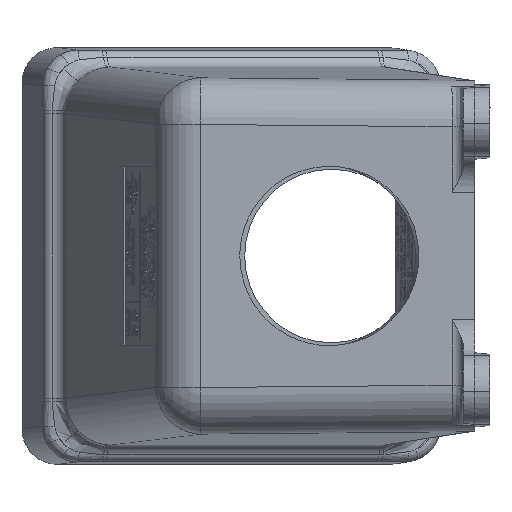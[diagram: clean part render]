
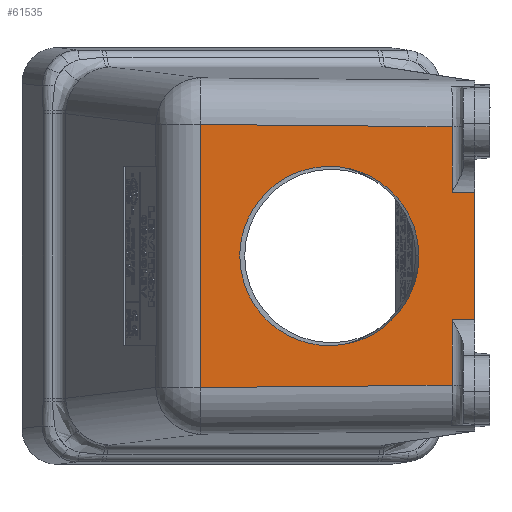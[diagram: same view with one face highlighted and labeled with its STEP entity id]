
A CAD part, left-side view. The second image highlights one B-rep face of the part: STEP entity #61535.
In plain terms, the highlighted planar face has unit normal (-1, 0, 0).
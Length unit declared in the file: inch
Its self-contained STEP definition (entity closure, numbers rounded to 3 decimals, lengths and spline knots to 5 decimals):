
#129 = ORIENTED_EDGE ( 'NONE', *, *, #63883, .F. ) ;
#143 = CARTESIAN_POINT ( 'NONE',  ( 1.15317, 4.03989, 7.5298 ) ) ;
#578 = CARTESIAN_POINT ( 'NONE',  ( 1.15317, 3.54351, 8.40358 ) ) ;
#988 = ORIENTED_EDGE ( 'NONE', *, *, #81271, .T. ) ;
#1308 = CARTESIAN_POINT ( 'NONE',  ( 1.15317, 3.66973, 8.9072 ) ) ;
#1736 = CARTESIAN_POINT ( 'NONE',  ( 1.15317, 4.41261, 9.40358 ) ) ;
#1880 = CARTESIAN_POINT ( 'NONE',  ( 1.15317, 3.17351, 9.11632 ) ) ;
#3663 = VERTEX_POINT ( 'NONE', #1880 ) ;
#5244 = VECTOR ( 'NONE', #61347, 39.37008 ) ;
#6391 = CARTESIAN_POINT ( 'NONE',  ( 1.15317, 5.54351, 8.40358 ) ) ;
#6536 = EDGE_CURVE ( 'NONE', #70503, #84495, #70385, .T. ) ;
#6669 = CARTESIAN_POINT ( 'NONE',  ( 1.15317, 3.92897, 9.20325 ) ) ;
#6796 = CARTESIAN_POINT ( 'NONE',  ( 1.15317, 5.98374, 6.93537 ) ) ;
#6822 = CARTESIAN_POINT ( 'NONE',  ( 1.15317, 4.80526, 7.42961 ) ) ;
#7094 = CARTESIAN_POINT ( 'NONE',  ( 1.15317, 5.51749, 8.66533 ) ) ;
#9494 = DIRECTION ( 'NONE',  ( 0., -1., 0.014 ) ) ;
#9544 = VECTOR ( 'NONE', #9494, 39.37008 ) ;
#9881 = DIRECTION ( 'NONE',  ( 0., 0., 1. ) ) ;
#10548 = CARTESIAN_POINT ( 'NONE',  ( 1.15317, 2.91851, 9.11286 ) ) ;
#11394 = VERTEX_POINT ( 'NONE', #49622 ) ;
#11422 = AXIS2_PLACEMENT_3D ( 'NONE', #32335, #59070, #44826 ) ;
#13356 = CARTESIAN_POINT ( 'NONE',  ( 1.15317, 3.74385, 9.01813 ) ) ;
#13945 = CARTESIAN_POINT ( 'NONE',  ( 1.15317, 5.54351, 8.27268 ) ) ;
#16330 = VECTOR ( 'NONE', #21286, 39.37008 ) ;
#16639 = CARTESIAN_POINT ( 'NONE',  ( 1.15317, 6.33611, 6.93218 ) ) ;
#16832 = DIRECTION ( 'NONE',  ( 0., 0., 1. ) ) ;
#17020 = LINE ( 'NONE', #37420, #37266 ) ;
#17763 = PLANE ( 'NONE',  #11422 ) ;
#19749 = CARTESIAN_POINT ( 'NONE',  ( 1.15317, 3.74385, 7.78904 ) ) ;
#19969 = LINE ( 'NONE', #33701, #16330 ) ;
#20462 = CARTESIAN_POINT ( 'NONE',  ( 1.15317, 4.28177, 9.37755 ) ) ;
#21286 = DIRECTION ( 'NONE',  ( 0., 1., 0.014 ) ) ;
#25812 = B_SPLINE_CURVE_WITH_KNOTS ( 'NONE', 3,
 ( #6391, #13945, #67744, #54843, #66876, #39769, #27251, #6822, #53530, #33918, #61093, #143, #54394, #19749, #46835, #41049, #68183, #578 ),
 .UNSPECIFIED., .F., .F.,
 ( 4, 2, 2, 2, 2, 2, 2, 2, 4 ),
 ( 0., 0.00993, 0.01986, 0.02978, 0.03971, 0.04964, 0.05957, 0.0695, 0.07943 ),
 .UNSPECIFIED. ) ;
#26329 = ORIENTED_EDGE ( 'NONE', *, *, #72702, .T. ) ;
#26651 = ORIENTED_EDGE ( 'NONE', *, *, #34229, .F. ) ;
#26666 = EDGE_CURVE ( 'NONE', #3663, #53246, #43888, .T. ) ;
#27096 = CARTESIAN_POINT ( 'NONE',  ( 1.15317, 5.54351, 8.40358 ) ) ;
#27251 = CARTESIAN_POINT ( 'NONE',  ( 1.15317, 5.04713, 7.5298 ) ) ;
#27969 = CARTESIAN_POINT ( 'NONE',  ( 1.15317, 5.15806, 9.20325 ) ) ;
#28467 = VERTEX_POINT ( 'NONE', #63314 ) ;
#32335 = CARTESIAN_POINT ( 'NONE',  ( 1.15317, 6.36851, 10.51765 ) ) ;
#33701 = CARTESIAN_POINT ( 'NONE',  ( 1.15317, 6.38692, 9.15987 ) ) ;
#33765 = CARTESIAN_POINT ( 'NONE',  ( 1.15317, 3.54351, 8.53448 ) ) ;
#33825 = EDGE_LOOP ( 'NONE', ( #988, #38020, #70786, #53096, #66057, #26329, #80448, #41260 ) ) ;
#33918 = CARTESIAN_POINT ( 'NONE',  ( 1.15317, 4.41261, 7.40358 ) ) ;
#34229 = EDGE_CURVE ( 'NONE', #28467, #11394, #86940, .T. ) ;
#35680 = LINE ( 'NONE', #16639, #37468 ) ;
#37047 = CARTESIAN_POINT ( 'NONE',  ( 1.15317, 2.92384, 7.69423 ) ) ;
#37266 = VECTOR ( 'NONE', #9881, 39.37008 ) ;
#37420 = CARTESIAN_POINT ( 'NONE',  ( 1.15317, 3.17351, 10.51765 ) ) ;
#37468 = VECTOR ( 'NONE', #64138, 39.37008 ) ;
#38020 = ORIENTED_EDGE ( 'NONE', *, *, #6536, .T. ) ;
#38120 = CARTESIAN_POINT ( 'NONE',  ( 1.15317, 3.17351, 9.8464 ) ) ;
#39692 = EDGE_CURVE ( 'NONE', #52090, #3663, #19969, .T. ) ;
#39769 = CARTESIAN_POINT ( 'NONE',  ( 1.15317, 5.15806, 7.60392 ) ) ;
#40897 = CARTESIAN_POINT ( 'NONE',  ( 1.15317, 4.67441, 9.40358 ) ) ;
#41049 = CARTESIAN_POINT ( 'NONE',  ( 1.15317, 3.56954, 8.14183 ) ) ;
#41260 = ORIENTED_EDGE ( 'NONE', *, *, #67488, .T. ) ;
#41605 = VERTEX_POINT ( 'NONE', #78734 ) ;
#41630 = VECTOR ( 'NONE', #80973, 39.37008 ) ;
#42208 = CARTESIAN_POINT ( 'NONE',  ( 1.15317, 5.34318, 9.01813 ) ) ;
#42283 = VECTOR ( 'NONE', #16832, 39.37008 ) ;
#43888 = LINE ( 'NONE', #84234, #42283 ) ;
#44826 = DIRECTION ( 'NONE',  ( 0., 1., 0. ) ) ;
#46835 = CARTESIAN_POINT ( 'NONE',  ( 1.15317, 3.66973, 7.89996 ) ) ;
#47538 = CARTESIAN_POINT ( 'NONE',  ( 1.15317, 5.54351, 8.53448 ) ) ;
#47935 = DIRECTION ( 'NONE',  ( 0., 1., 0.009 ) ) ;
#49622 = CARTESIAN_POINT ( 'NONE',  ( 1.15317, 5.54351, 8.40358 ) ) ;
#52090 = VERTEX_POINT ( 'NONE', #10548 ) ;
#52381 = FACE_OUTER_BOUND ( 'NONE', #33825, .T. ) ;
#53096 = ORIENTED_EDGE ( 'NONE', *, *, #39692, .T. ) ;
#53246 = VERTEX_POINT ( 'NONE', #38120 ) ;
#53530 = CARTESIAN_POINT ( 'NONE',  ( 1.15317, 4.67441, 7.40358 ) ) ;
#54394 = CARTESIAN_POINT ( 'NONE',  ( 1.15317, 3.92897, 7.60392 ) ) ;
#54843 = CARTESIAN_POINT ( 'NONE',  ( 1.15317, 5.4173, 7.89996 ) ) ;
#54940 = CARTESIAN_POINT ( 'NONE',  ( 1.15317, 5.98374, 9.8718 ) ) ;
#55514 = CARTESIAN_POINT ( 'NONE',  ( 1.15317, 6.37306, 9.87532 ) ) ;
#57253 = LINE ( 'NONE', #84227, #41630 ) ;
#58194 = FACE_BOUND ( 'NONE', #65041, .T. ) ;
#59070 = DIRECTION ( 'NONE',  ( 1., 0., 0. ) ) ;
#60941 = CARTESIAN_POINT ( 'NONE',  ( 1.15317, 4.03989, 9.27737 ) ) ;
#61093 = CARTESIAN_POINT ( 'NONE',  ( 1.15317, 4.28177, 7.42961 ) ) ;
#61347 = DIRECTION ( 'NONE',  ( 0., 0., -1. ) ) ;
#61535 = ADVANCED_FACE ( 'NONE', ( #52381, #58194 ), #17763, .F. ) ;
#61794 = CARTESIAN_POINT ( 'NONE',  ( 1.15317, 3.56954, 8.66533 ) ) ;
#63314 = CARTESIAN_POINT ( 'NONE',  ( 1.15317, 3.54351, 8.40358 ) ) ;
#63883 = EDGE_CURVE ( 'NONE', #11394, #28467, #25812, .T. ) ;
#64138 = DIRECTION ( 'NONE',  ( 0., -1., 0.009 ) ) ;
#65041 = EDGE_LOOP ( 'NONE', ( #26651, #129 ) ) ;
#66057 = ORIENTED_EDGE ( 'NONE', *, *, #26666, .T. ) ;
#66876 = CARTESIAN_POINT ( 'NONE',  ( 1.15317, 5.34318, 7.78904 ) ) ;
#67488 = EDGE_CURVE ( 'NONE', #81771, #41605, #35680, .T. ) ;
#67744 = CARTESIAN_POINT ( 'NONE',  ( 1.15317, 5.51749, 8.14183 ) ) ;
#68183 = CARTESIAN_POINT ( 'NONE',  ( 1.15317, 3.54351, 8.27268 ) ) ;
#68859 = CARTESIAN_POINT ( 'NONE',  ( 1.15317, 5.98374, 10.51765 ) ) ;
#69328 = CARTESIAN_POINT ( 'NONE',  ( 1.15317, 5.4173, 8.9072 ) ) ;
#69767 = VERTEX_POINT ( 'NONE', #54940 ) ;
#70385 = LINE ( 'NONE', #37047, #9544 ) ;
#70503 = VERTEX_POINT ( 'NONE', #77328 ) ;
#70786 = ORIENTED_EDGE ( 'NONE', *, *, #82415, .F. ) ;
#72702 = EDGE_CURVE ( 'NONE', #53246, #69767, #87420, .T. ) ;
#75098 = CARTESIAN_POINT ( 'NONE',  ( 1.15317, 4.80526, 9.37755 ) ) ;
#75505 = LINE ( 'NONE', #68859, #5244 ) ;
#75954 = CARTESIAN_POINT ( 'NONE',  ( 1.15317, 3.54351, 8.40358 ) ) ;
#77328 = CARTESIAN_POINT ( 'NONE',  ( 1.15317, 3.17351, 7.69085 ) ) ;
#78734 = CARTESIAN_POINT ( 'NONE',  ( 1.15317, 3.17351, 6.96077 ) ) ;
#79812 = CARTESIAN_POINT ( 'NONE',  ( 1.15317, 2.91851, 7.6943 ) ) ;
#80448 = ORIENTED_EDGE ( 'NONE', *, *, #86796, .T. ) ;
#80973 = DIRECTION ( 'NONE',  ( 0., 0., -1. ) ) ;
#81271 = EDGE_CURVE ( 'NONE', #41605, #70503, #17020, .T. ) ;
#81771 = VERTEX_POINT ( 'NONE', #6796 ) ;
#82126 = CARTESIAN_POINT ( 'NONE',  ( 1.15317, 5.04713, 9.27737 ) ) ;
#82415 = EDGE_CURVE ( 'NONE', #52090, #84495, #57253, .T. ) ;
#83271 = VECTOR ( 'NONE', #47935, 39.37008 ) ;
#84227 = CARTESIAN_POINT ( 'NONE',  ( 1.15317, 2.91851, 10.51765 ) ) ;
#84234 = CARTESIAN_POINT ( 'NONE',  ( 1.15317, 3.17351, 10.51765 ) ) ;
#84495 = VERTEX_POINT ( 'NONE', #79812 ) ;
#86796 = EDGE_CURVE ( 'NONE', #69767, #81771, #75505, .T. ) ;
#86940 = B_SPLINE_CURVE_WITH_KNOTS ( 'NONE', 3,
 ( #75954, #33765, #61794, #1308, #13356, #6669, #60941, #20462, #1736, #40897, #75098, #82126, #27969, #42208, #69328, #7094, #47538, #27096 ),
 .UNSPECIFIED., .F., .F.,
 ( 4, 2, 2, 2, 2, 2, 2, 2, 4 ),
 ( 0.07943, 0.08935, 0.09928, 0.10921, 0.11913, 0.12906, 0.13899, 0.14891, 0.15884 ),
 .UNSPECIFIED. ) ;
#87420 = LINE ( 'NONE', #55514, #83271 ) ;
